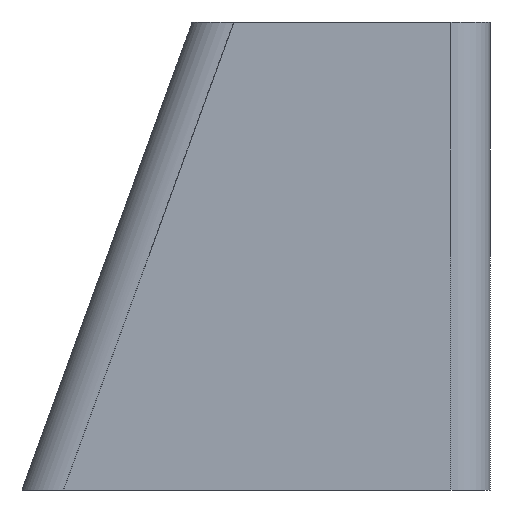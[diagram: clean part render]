
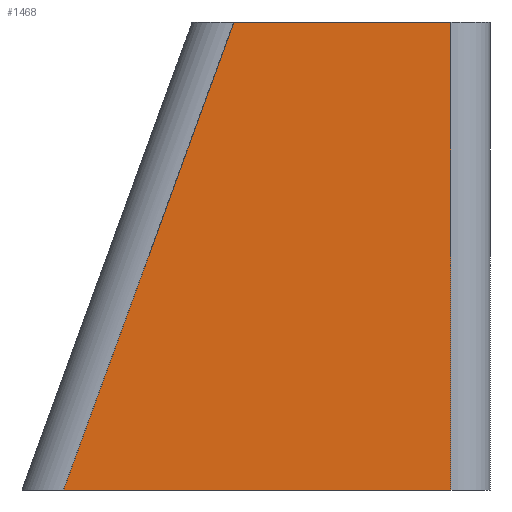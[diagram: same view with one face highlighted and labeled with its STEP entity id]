
A CAD part, left-side view. The second image highlights one B-rep face of the part: STEP entity #1468.
In plain terms, the highlighted planar face has unit normal (-1, 0, 0).
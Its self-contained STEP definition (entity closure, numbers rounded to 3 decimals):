
#95=PLANE('',#1592);
#162=FACE_OUTER_BOUND('',#262,.T.);
#262=EDGE_LOOP('',(#1185,#1186,#1187,#1188));
#337=LINE('',#2180,#469);
#348=LINE('',#2210,#480);
#349=LINE('',#2213,#481);
#359=LINE('',#2245,#491);
#469=VECTOR('',#1720,10.);
#480=VECTOR('',#1745,10.);
#481=VECTOR('',#1748,10.);
#491=VECTOR('',#1780,10.);
#664=VERTEX_POINT('',#2177);
#665=VERTEX_POINT('',#2179);
#677=VERTEX_POINT('',#2208);
#678=VERTEX_POINT('',#2212);
#804=EDGE_CURVE('',#664,#665,#337,.T.);
#820=EDGE_CURVE('',#677,#664,#348,.T.);
#821=EDGE_CURVE('',#665,#678,#349,.T.);
#838=EDGE_CURVE('',#678,#677,#359,.T.);
#1185=ORIENTED_EDGE('',*,*,#820,.F.);
#1186=ORIENTED_EDGE('',*,*,#838,.F.);
#1187=ORIENTED_EDGE('',*,*,#821,.F.);
#1188=ORIENTED_EDGE('',*,*,#804,.F.);
#1468=ADVANCED_FACE('',(#162),#95,.T.);
#1592=AXIS2_PLACEMENT_3D('',#2341,#1898,#1899);
#1720=DIRECTION('',(0.,1.,0.));
#1745=DIRECTION('',(0.,0.,-1.));
#1748=DIRECTION('',(0.,-0.342,0.94));
#1780=DIRECTION('',(0.,-1.,0.));
#1898=DIRECTION('center_axis',(-1.,0.,0.));
#1899=DIRECTION('ref_axis',(0.,-1.,0.));
#2177=CARTESIAN_POINT('',(-30.,-25.,0.));
#2179=CARTESIAN_POINT('',(-30.,24.679,0.));
#2180=CARTESIAN_POINT('',(-30.,-30.,0.));
#2208=CARTESIAN_POINT('',(-30.,-25.,60.));
#2210=CARTESIAN_POINT('',(-30.,-25.,0.));
#2212=CARTESIAN_POINT('',(-30.,2.841,60.));
#2213=CARTESIAN_POINT('',(-30.,14.382,28.29));
#2245=CARTESIAN_POINT('',(-30.,-30.,60.));
#2341=CARTESIAN_POINT('Origin',(-30.,30.,0.));
